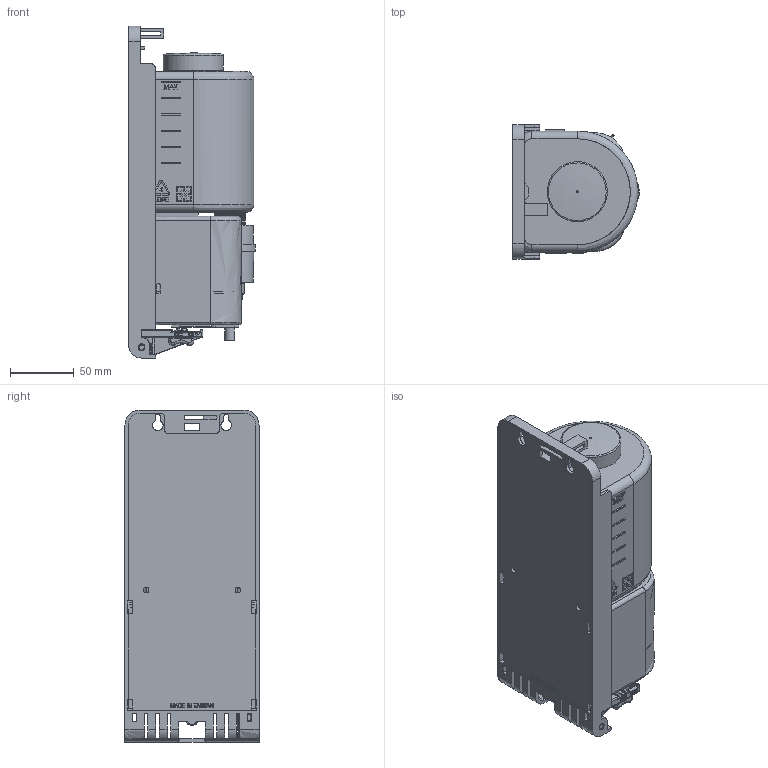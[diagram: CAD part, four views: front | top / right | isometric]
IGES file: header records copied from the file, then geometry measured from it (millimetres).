
Global section: file name: ZE-140E_K; native system: Autodesk Inventor 2022; preprocessor: unknown; author: R. Madlener; date: 20220406.175256; units: millimetre
Bounding box: 98.98 x 105 x 260 mm (x, y, z)
Volume: 306701.5 mm3; surface area: 314422.6 mm2
Topology: 5 solids, 5 shells, 2478 faces, 6932 edges, 4526 vertices
Faces by surface type: bspline 2478
